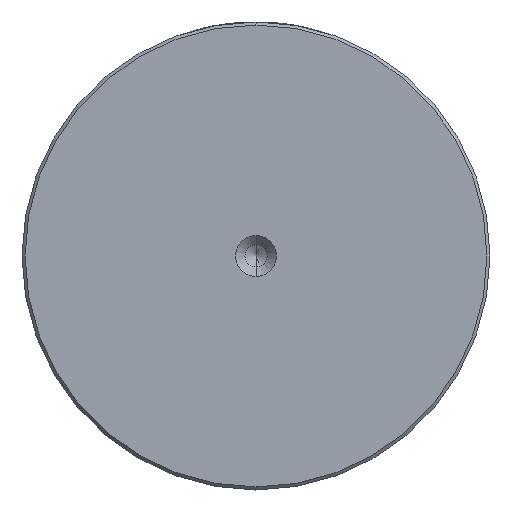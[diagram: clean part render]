
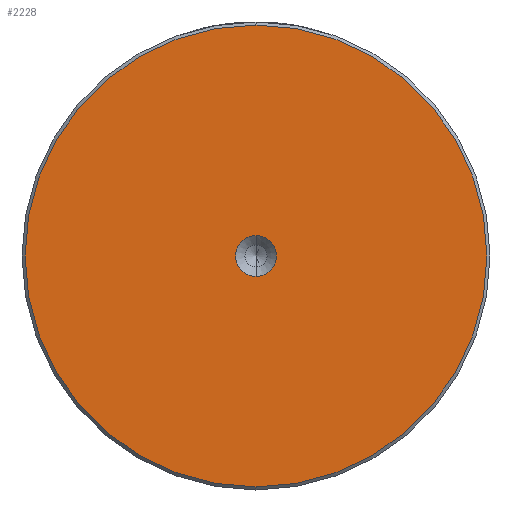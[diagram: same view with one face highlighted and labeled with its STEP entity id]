
A CAD part, left-side view. The second image highlights one B-rep face of the part: STEP entity #2228.
In plain terms, the highlighted planar face has unit normal (-1, 0, 0).
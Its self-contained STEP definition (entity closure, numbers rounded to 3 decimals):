
#134 = PLANE ( 'NONE',  #1348 ) ;
#137 = DIRECTION ( 'NONE',  ( 0., 0., 1. ) ) ;
#361 = DIRECTION ( 'NONE',  ( -1., 0., 0. ) ) ;
#427 = AXIS2_PLACEMENT_3D ( 'NONE', #2408, #1036, #2621 ) ;
#573 = EDGE_CURVE ( 'NONE', #925, #2724, #2279, .T. ) ;
#585 = AXIS2_PLACEMENT_3D ( 'NONE', #2391, #361, #137 ) ;
#684 = AXIS2_PLACEMENT_3D ( 'NONE', #1352, #2920, #1572 ) ;
#772 = CARTESIAN_POINT ( 'NONE',  ( 0., 0., 3.3 ) ) ;
#785 = DIRECTION ( 'NONE',  ( -1., 0., 0. ) ) ;
#799 = FACE_OUTER_BOUND ( 'NONE', #804, .T. ) ;
#804 = EDGE_LOOP ( 'NONE', ( #1198, #1901 ) ) ;
#826 = CARTESIAN_POINT ( 'NONE',  ( 0., 0., 0. ) ) ;
#921 = ORIENTED_EDGE ( 'NONE', *, *, #2452, .F. ) ;
#925 = VERTEX_POINT ( 'NONE', #1101 ) ;
#964 = CIRCLE ( 'NONE', #1509, 37.5 ) ;
#1007 = CARTESIAN_POINT ( 'NONE',  ( 0., 0., 37.5 ) ) ;
#1036 = DIRECTION ( 'NONE',  ( -1., 0., 0. ) ) ;
#1050 = DIRECTION ( 'NONE',  ( 0., 0., 1. ) ) ;
#1101 = CARTESIAN_POINT ( 'NONE',  ( 0., 0., -3.3 ) ) ;
#1145 = VERTEX_POINT ( 'NONE', #1007 ) ;
#1190 = EDGE_CURVE ( 'NONE', #1216, #1145, #964, .T. ) ;
#1198 = ORIENTED_EDGE ( 'NONE', *, *, #1190, .T. ) ;
#1216 = VERTEX_POINT ( 'NONE', #1927 ) ;
#1348 = AXIS2_PLACEMENT_3D ( 'NONE', #826, #2418, #1050 ) ;
#1352 = CARTESIAN_POINT ( 'NONE',  ( 0., 0., 0. ) ) ;
#1489 = CIRCLE ( 'NONE', #427, 37.5 ) ;
#1509 = AXIS2_PLACEMENT_3D ( 'NONE', #2158, #785, #2381 ) ;
#1572 = DIRECTION ( 'NONE',  ( 0., 0., 1. ) ) ;
#1687 = ORIENTED_EDGE ( 'NONE', *, *, #573, .F. ) ;
#1778 = EDGE_CURVE ( 'NONE', #1145, #1216, #1489, .T. ) ;
#1870 = FACE_BOUND ( 'NONE', #2161, .T. ) ;
#1901 = ORIENTED_EDGE ( 'NONE', *, *, #1778, .T. ) ;
#1927 = CARTESIAN_POINT ( 'NONE',  ( 0., 0., -37.5 ) ) ;
#2158 = CARTESIAN_POINT ( 'NONE',  ( 0., 0., 0. ) ) ;
#2161 = EDGE_LOOP ( 'NONE', ( #921, #1687 ) ) ;
#2228 = ADVANCED_FACE ( 'NONE', ( #799, #1870 ), #134, .T. ) ;
#2279 = CIRCLE ( 'NONE', #585, 3.3 ) ;
#2381 = DIRECTION ( 'NONE',  ( 0., 0., 1. ) ) ;
#2391 = CARTESIAN_POINT ( 'NONE',  ( 0., 0., 0. ) ) ;
#2408 = CARTESIAN_POINT ( 'NONE',  ( 0., 0., 0. ) ) ;
#2418 = DIRECTION ( 'NONE',  ( -1., 0., 0. ) ) ;
#2452 = EDGE_CURVE ( 'NONE', #2724, #925, #2565, .T. ) ;
#2565 = CIRCLE ( 'NONE', #684, 3.3 ) ;
#2621 = DIRECTION ( 'NONE',  ( 0., 0., 1. ) ) ;
#2724 = VERTEX_POINT ( 'NONE', #772 ) ;
#2920 = DIRECTION ( 'NONE',  ( -1., 0., 0. ) ) ;
